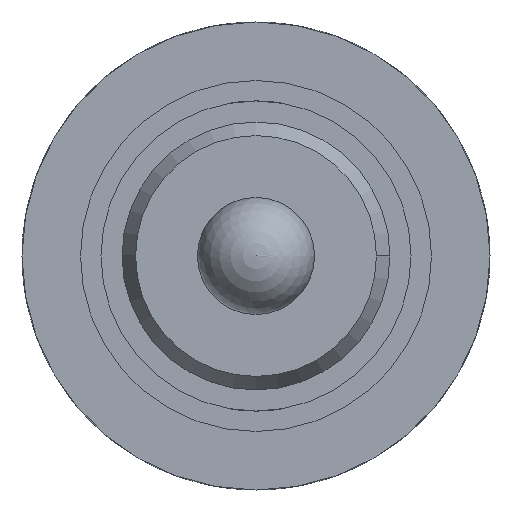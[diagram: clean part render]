
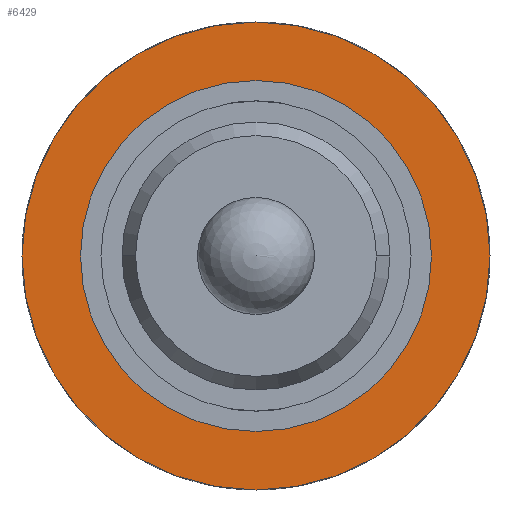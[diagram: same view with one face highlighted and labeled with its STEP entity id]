
A CAD part, front view. The second image highlights one B-rep face of the part: STEP entity #6429.
In plain terms, the highlighted planar face has unit normal (0, -1, 0).
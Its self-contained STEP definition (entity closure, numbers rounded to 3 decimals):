
#415 = VERTEX_POINT ( 'NONE', #6581 ) ;
#461 = DIRECTION ( 'NONE',  ( 0., 0., -1. ) ) ;
#479 = DIRECTION ( 'NONE',  ( 0., 1., 0. ) ) ;
#709 = AXIS2_PLACEMENT_3D ( 'NONE', #2713, #4445, #1033 ) ;
#934 = CARTESIAN_POINT ( 'NONE',  ( 0., 5.2, 0. ) ) ;
#983 = DIRECTION ( 'NONE',  ( 0., 0., -1. ) ) ;
#1033 = DIRECTION ( 'NONE',  ( 0., 0., -1. ) ) ;
#1495 = VERTEX_POINT ( 'NONE', #1885 ) ;
#1533 = CIRCLE ( 'NONE', #4940, 2. ) ;
#1584 = CARTESIAN_POINT ( 'NONE',  ( 0., 5.2, 0. ) ) ;
#1885 = CARTESIAN_POINT ( 'NONE',  ( 0., 5.2, -2. ) ) ;
#2031 = ORIENTED_EDGE ( 'NONE', *, *, #3295, .T. ) ;
#2053 = DIRECTION ( 'NONE',  ( 0., 1., 0. ) ) ;
#2075 = EDGE_LOOP ( 'NONE', ( #2461, #2031 ) ) ;
#2221 = DIRECTION ( 'NONE',  ( 0., 1., 0. ) ) ;
#2250 = CIRCLE ( 'NONE', #5784, 2. ) ;
#2461 = ORIENTED_EDGE ( 'NONE', *, *, #7351, .T. ) ;
#2591 = CARTESIAN_POINT ( 'NONE',  ( 0., 5.2, 2. ) ) ;
#2713 = CARTESIAN_POINT ( 'NONE',  ( 0., 5.2, 0. ) ) ;
#2719 = PLANE ( 'NONE',  #3530 ) ;
#3218 = DIRECTION ( 'NONE',  ( 0., 1., 0. ) ) ;
#3295 = EDGE_CURVE ( 'Defeature ausgef�hrt1_60+Defeature ausgef�hrt1_59+Defeature ausgef�hrt1_59+Defeature ausgef�hrt1_59', #6887, #415, #5470, .T. ) ;
#3302 = DIRECTION ( 'NONE',  ( 0., 0., -1. ) ) ;
#3530 = AXIS2_PLACEMENT_3D ( 'NONE', #6714, #479, #3302 ) ;
#3629 = AXIS2_PLACEMENT_3D ( 'NONE', #6228, #2221, #3961 ) ;
#3961 = DIRECTION ( 'NONE',  ( 0., 0., -1. ) ) ;
#4445 = DIRECTION ( 'NONE',  ( 0., 1., 0. ) ) ;
#4599 = EDGE_CURVE ( 'Defeature ausgef�hrt1_61+Defeature ausgef�hrt1_60+Defeature ausgef�hrt1_60+Defeature ausgef�hrt1_60', #5762, #1495, #2250, .T. ) ;
#4940 = AXIS2_PLACEMENT_3D ( 'NONE', #934, #2053, #461 ) ;
#5470 = CIRCLE ( 'NONE', #709, 0.9 ) ;
#5485 = ORIENTED_EDGE ( 'NONE', *, *, #4599, .F. ) ;
#5762 = VERTEX_POINT ( 'NONE', #2591 ) ;
#5784 = AXIS2_PLACEMENT_3D ( 'NONE', #1584, #3218, #983 ) ;
#5883 = CIRCLE ( 'NONE', #3629, 0.9 ) ;
#5928 = EDGE_CURVE ( 'Defeature ausgef�hrt1_61+Defeature ausgef�hrt1_60+Defeature ausgef�hrt1_60+Defeature ausgef�hrt1_60', #1495, #5762, #1533, .T. ) ;
#6080 = CARTESIAN_POINT ( 'NONE',  ( 0., 5.2, 0.9 ) ) ;
#6228 = CARTESIAN_POINT ( 'NONE',  ( 0., 5.2, 0. ) ) ;
#6429 = ADVANCED_FACE ( 'Defeature ausgef�hrt1_60', ( #6801, #7139 ), #2719, .F. ) ;
#6569 = EDGE_LOOP ( 'NONE', ( #6954, #5485 ) ) ;
#6581 = CARTESIAN_POINT ( 'NONE',  ( 0., 5.2, -0.9 ) ) ;
#6714 = CARTESIAN_POINT ( 'NONE',  ( -2., 5.2, 0. ) ) ;
#6801 = FACE_OUTER_BOUND ( 'NONE', #6569, .T. ) ;
#6887 = VERTEX_POINT ( 'NONE', #6080 ) ;
#6954 = ORIENTED_EDGE ( 'NONE', *, *, #5928, .F. ) ;
#7139 = FACE_BOUND ( 'NONE', #2075, .T. ) ;
#7351 = EDGE_CURVE ( 'Defeature ausgef�hrt1_60+Defeature ausgef�hrt1_59+Defeature ausgef�hrt1_59+Defeature ausgef�hrt1_59', #415, #6887, #5883, .T. ) ;
